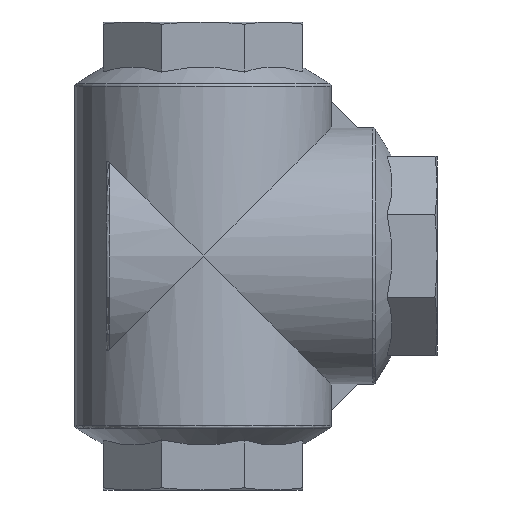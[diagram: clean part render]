
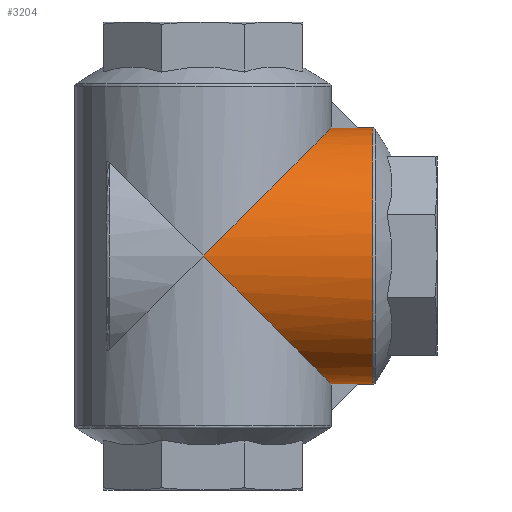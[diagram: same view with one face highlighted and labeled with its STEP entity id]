
A CAD part, front view. The second image highlights one B-rep face of the part: STEP entity #3204.
In plain terms, the highlighted cylindrical face has radius 43 mm (diameter 86 mm), a full revolution.
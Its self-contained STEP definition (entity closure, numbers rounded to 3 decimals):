
#25=ELLIPSE('',#3482,60.811,43.);
#27=ELLIPSE('',#3484,60.811,43.);
#30=ELLIPSE('',#3487,60.811,43.);
#32=ELLIPSE('',#3489,60.811,43.);
#33=ELLIPSE('',#3493,60.811,43.);
#34=ELLIPSE('',#3494,60.811,43.);
#159=B_SPLINE_CURVE_WITH_KNOTS('',3,(#5018,#5019,#5020,#5021,#5022,#5023,
#5024,#5025,#5026,#5027),.UNSPECIFIED.,.F.,.F.,(4,1,1,1,1,1,1,4),(0.063,
0.066,0.069,0.073,0.076,
0.079,0.082,0.088),.UNSPECIFIED.);
#429=LINE('',#5272,#618);
#430=LINE('',#5274,#619);
#431=LINE('',#5278,#620);
#432=LINE('',#5279,#621);
#618=VECTOR('',#4057,1000.);
#619=VECTOR('',#4058,1000.);
#620=VECTOR('',#4061,1000.);
#621=VECTOR('',#4062,1000.);
#985=ORIENTED_EDGE('',*,*,#1906,.F.);
#986=ORIENTED_EDGE('',*,*,#1907,.F.);
#987=ORIENTED_EDGE('',*,*,#1890,.T.);
#988=ORIENTED_EDGE('',*,*,#1831,.F.);
#989=ORIENTED_EDGE('',*,*,#1904,.T.);
#990=ORIENTED_EDGE('',*,*,#1908,.F.);
#991=ORIENTED_EDGE('',*,*,#1909,.F.);
#992=ORIENTED_EDGE('',*,*,#1910,.T.);
#993=ORIENTED_EDGE('',*,*,#1900,.T.);
#994=ORIENTED_EDGE('',*,*,#1894,.T.);
#995=ORIENTED_EDGE('',*,*,#1911,.T.);
#996=ORIENTED_EDGE('',*,*,#1912,.F.);
#1831=EDGE_CURVE('',#2287,#2284,#159,.T.);
#1890=EDGE_CURVE('',#2337,#2284,#25,.F.);
#1894=EDGE_CURVE('',#2341,#2340,#27,.F.);
#1900=EDGE_CURVE('',#2346,#2341,#30,.T.);
#1904=EDGE_CURVE('',#2287,#2349,#32,.T.);
#1906=EDGE_CURVE('',#2351,#2351,#2558,.T.);
#1907=EDGE_CURVE('',#2337,#2352,#429,.T.);
#1908=EDGE_CURVE('',#2353,#2349,#430,.F.);
#1909=EDGE_CURVE('',#2354,#2353,#33,.T.);
#1910=EDGE_CURVE('',#2354,#2346,#431,.F.);
#1911=EDGE_CURVE('',#2340,#2355,#432,.T.);
#1912=EDGE_CURVE('',#2352,#2355,#34,.T.);
#2284=VERTEX_POINT('',#4993);
#2287=VERTEX_POINT('',#5017);
#2337=VERTEX_POINT('',#5228);
#2340=VERTEX_POINT('',#5234);
#2341=VERTEX_POINT('',#5236);
#2346=VERTEX_POINT('',#5259);
#2349=VERTEX_POINT('',#5265);
#2351=VERTEX_POINT('',#5271);
#2352=VERTEX_POINT('',#5273);
#2353=VERTEX_POINT('',#5275);
#2354=VERTEX_POINT('',#5277);
#2355=VERTEX_POINT('',#5280);
#2558=CIRCLE('',#3492,43.);
#2682=EDGE_LOOP('',(#985));
#2683=EDGE_LOOP('',(#986,#987,#988,#989,#990,#991,#992,#993,#994,#995,#996));
#2926=FACE_BOUND('',#2682,.T.);
#2927=FACE_BOUND('',#2683,.T.);
#3133=CYLINDRICAL_SURFACE('',#3491,43.);
#3204=ADVANCED_FACE('',(#2926,#2927),#3133,.T.);
#3482=AXIS2_PLACEMENT_3D('',#5227,#4030,#4031);
#3484=AXIS2_PLACEMENT_3D('',#5235,#4036,#4037);
#3487=AXIS2_PLACEMENT_3D('',#5258,#4043,#4044);
#3489=AXIS2_PLACEMENT_3D('',#5266,#4049,#4050);
#3491=AXIS2_PLACEMENT_3D('',#5269,#4053,#4054);
#3492=AXIS2_PLACEMENT_3D('',#5270,#4055,#4056);
#3493=AXIS2_PLACEMENT_3D('',#5276,#4059,#4060);
#3494=AXIS2_PLACEMENT_3D('',#5281,#4063,#4064);
#4030=DIRECTION('',(-0.707,0.,-0.707));
#4031=DIRECTION('',(0.707,0.,-0.707));
#4036=DIRECTION('',(-0.707,0.,-0.707));
#4037=DIRECTION('',(0.707,0.,-0.707));
#4043=DIRECTION('',(0.707,0.,-0.707));
#4044=DIRECTION('',(-0.707,0.,-0.707));
#4049=DIRECTION('',(0.707,0.,-0.707));
#4050=DIRECTION('',(-0.707,0.,-0.707));
#4053=DIRECTION('',(1.,0.,0.));
#4054=DIRECTION('',(0.,0.,-1.));
#4055=DIRECTION('',(1.,0.,0.));
#4056=DIRECTION('',(0.,0.,-1.));
#4057=DIRECTION('',(1.,0.,0.));
#4058=DIRECTION('',(1.,0.,0.));
#4059=DIRECTION('',(-0.707,0.,-0.707));
#4060=DIRECTION('',(0.707,0.,-0.707));
#4061=DIRECTION('',(1.,0.,0.));
#4062=DIRECTION('',(1.,0.,0.));
#4063=DIRECTION('',(-0.707,0.,0.707));
#4064=DIRECTION('',(0.707,0.,0.707));
#4993=CARTESIAN_POINT('',(11.314,41.485,-11.314));
#5017=CARTESIAN_POINT('',(11.314,41.485,11.314));
#5018=CARTESIAN_POINT('',(11.314,41.485,11.314));
#5019=CARTESIAN_POINT('',(12.053,41.687,10.574));
#5020=CARTESIAN_POINT('',(13.367,42.081,8.978));
#5021=CARTESIAN_POINT('',(14.866,42.586,6.188));
#5022=CARTESIAN_POINT('',(15.786,42.92,3.188));
#5023=CARTESIAN_POINT('',(16.106,43.04,-0.007));
#5024=CARTESIAN_POINT('',(15.792,42.922,-3.156));
#5025=CARTESIAN_POINT('',(14.553,42.473,-7.215));
#5026=CARTESIAN_POINT('',(12.78,41.885,-9.847));
#5027=CARTESIAN_POINT('',(11.314,41.485,-11.314));
#5227=CARTESIAN_POINT('',(0.,0.,0.));
#5228=CARTESIAN_POINT('',(42.936,2.35,-42.936));
#5234=CARTESIAN_POINT('',(42.936,-2.35,-42.936));
#5235=CARTESIAN_POINT('',(0.,0.,0.));
#5236=CARTESIAN_POINT('',(0.,-43.,0.));
#5258=CARTESIAN_POINT('',(0.,0.,0.));
#5259=CARTESIAN_POINT('',(42.936,-2.35,42.936));
#5265=CARTESIAN_POINT('',(42.936,2.35,42.936));
#5266=CARTESIAN_POINT('',(0.,0.,0.));
#5269=CARTESIAN_POINT('',(78.5,0.,0.));
#5270=CARTESIAN_POINT('',(56.946,0.,0.));
#5271=CARTESIAN_POINT('',(56.946,0.,-43.));
#5272=CARTESIAN_POINT('',(78.5,2.35,-42.936));
#5273=CARTESIAN_POINT('',(51.961,2.35,-42.936));
#5274=CARTESIAN_POINT('',(78.5,2.35,42.936));
#5275=CARTESIAN_POINT('',(51.961,2.35,42.936));
#5276=CARTESIAN_POINT('',(94.897,0.,0.));
#5277=CARTESIAN_POINT('',(51.961,-2.35,42.936));
#5278=CARTESIAN_POINT('',(78.5,-2.35,42.936));
#5279=CARTESIAN_POINT('',(78.5,-2.35,-42.936));
#5280=CARTESIAN_POINT('',(51.961,-2.35,-42.936));
#5281=CARTESIAN_POINT('',(94.897,0.,0.));
